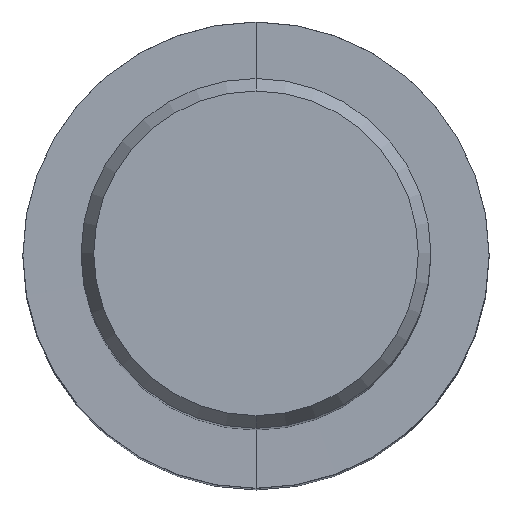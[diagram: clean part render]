
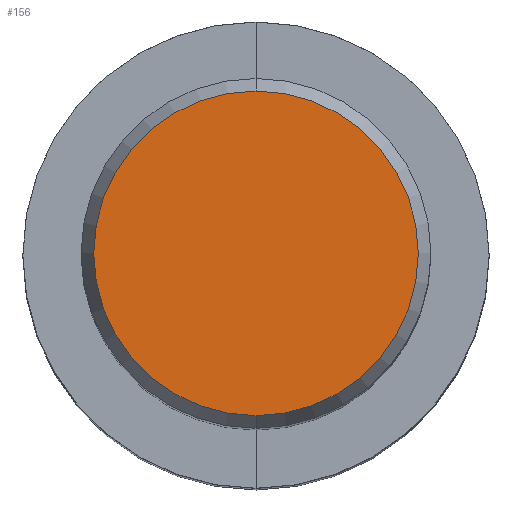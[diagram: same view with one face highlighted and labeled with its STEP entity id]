
A CAD part, top view. The second image highlights one B-rep face of the part: STEP entity #156.
In plain terms, the highlighted planar face has unit normal (0, 0, 1).
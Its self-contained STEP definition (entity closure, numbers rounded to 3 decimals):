
#104=EDGE_CURVE('',#150,#130,#220,.T.);
#120=EDGE_CURVE('',#130,#150,#238,.T.);
#130=VERTEX_POINT('',#249);
#150=VERTEX_POINT('',#272);
#156=ADVANCED_FACE('',(#279),#280,.T.);
#220=CIRCLE('',#344,8.837);
#238=CIRCLE('',#370,8.837);
#249=CARTESIAN_POINT('',(0.,-8.837,0.01));
#272=CARTESIAN_POINT('',(0.0,8.837,0.01));
#279=FACE_OUTER_BOUND('',#420,.T.);
#280=PLANE('',#421);
#344=AXIS2_PLACEMENT_3D('',#477,#478,#479);
#370=AXIS2_PLACEMENT_3D('',#504,#505,#506);
#420=EDGE_LOOP('',(#553,#554));
#421=AXIS2_PLACEMENT_3D('',#555,#556,#557);
#477=CARTESIAN_POINT('',(0.0,0.0,0.01));
#478=DIRECTION('',(0.0,0.0,-1.0));
#479=DIRECTION('',(0.0,1.0,0.0));
#504=CARTESIAN_POINT('',(0.0,0.0,0.01));
#505=DIRECTION('',(0.0,0.0,-1.0));
#506=DIRECTION('',(0.0,1.0,0.0));
#553=ORIENTED_EDGE('',*,*,#104,.F.);
#554=ORIENTED_EDGE('',*,*,#120,.F.);
#555=CARTESIAN_POINT('',(0.0,4.419,0.01));
#556=DIRECTION('',(-0.0,0.0,1.0));
#557=DIRECTION('',(0.0,-1.0,0.0));
